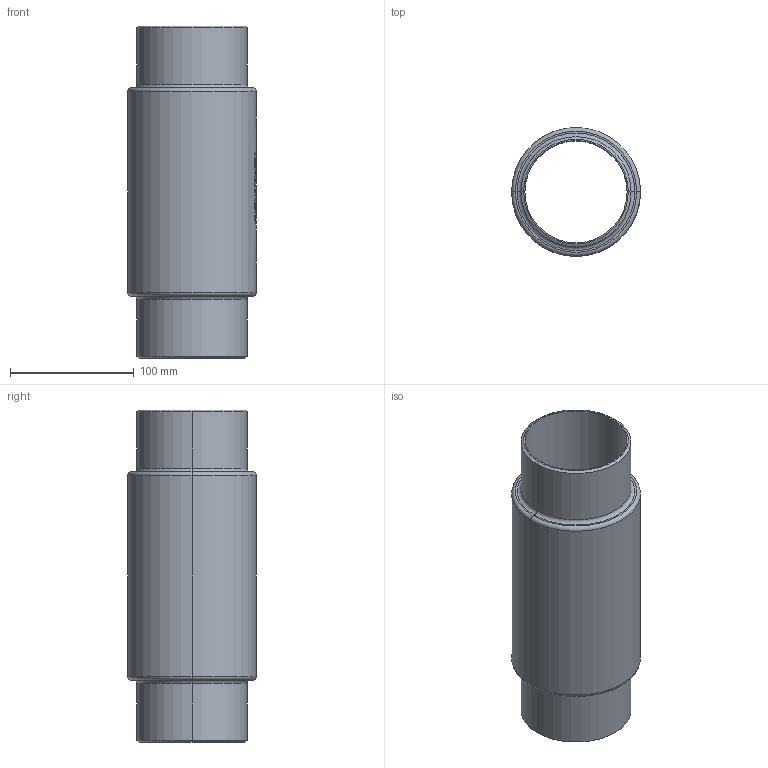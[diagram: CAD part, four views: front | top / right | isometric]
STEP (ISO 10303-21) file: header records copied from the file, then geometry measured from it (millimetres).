
FILE_DESCRIPTION (( 'STEP AP214' ), '1' );
FILE_NAME ('7110000_DN080_ PN16_51420157.STEP', '2022-03-07T08:21:29', ( 'axxx' ), ( 'Hewlett-Packard Company' ), 'SwSTEP 2.0', 'SolidWorks 2019', '' );
FILE_SCHEMA (( 'AUTOMOTIVE_DESIGN' ));
Length unit declared in the file: millimetre
Products named in the file (1): 7110000_DN080_ PN16_51420157
Bounding box: 103.9 x 103.9 x 268 mm (x, y, z)
Volume: 610617.6 mm3; surface area: 160246.6 mm2
Topology: 1 solids, 1 shells, 506 faces, 1353 edges, 898 vertices
Faces by surface type: plane 241, bspline 213, cylinder 40, torus 8, cone 4
Entity records: 28124 total; most frequent: CARTESIAN_POINT 17017, ORIENTED_EDGE 2706, DIRECTION 1546, EDGE_CURVE 1353, VERTEX_POINT 898, LINE 730, VECTOR 730, EDGE_LOOP 557
